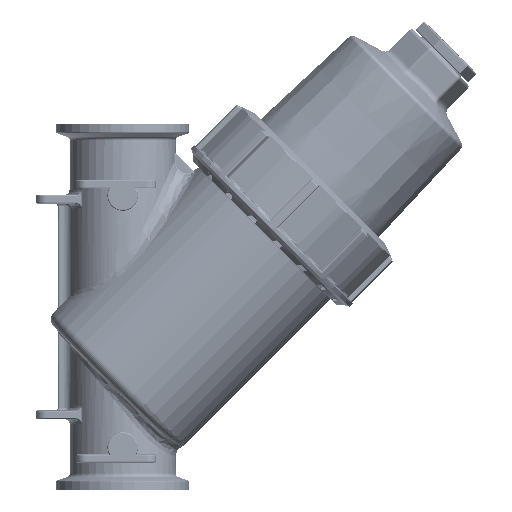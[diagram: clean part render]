
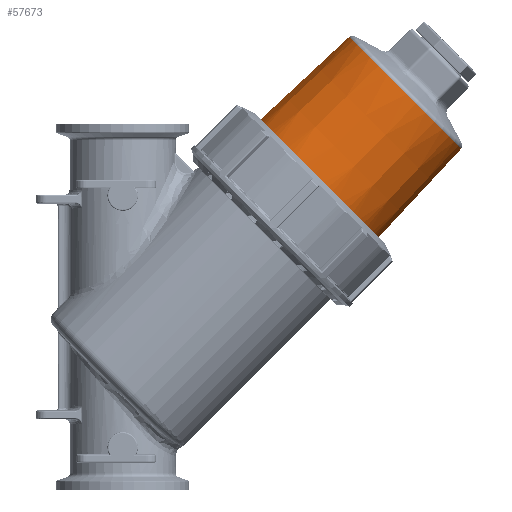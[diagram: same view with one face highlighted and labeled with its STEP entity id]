
A CAD part, left-side view. The second image highlights one B-rep face of the part: STEP entity #57673.
In plain terms, the highlighted conical face has half-angle 2 degrees and reference radius 50.87 mm.
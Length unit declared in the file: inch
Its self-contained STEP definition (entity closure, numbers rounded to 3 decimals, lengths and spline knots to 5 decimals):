
#5423=FACE_OUTER_BOUND('',#8123,.T.);
#8123=EDGE_LOOP('',(#42434,#42435,#42436,#42437,#42438,#42439));
#11952=CIRCLE('',#61121,1.94638);
#11954=CIRCLE('',#61123,1.94638);
#11955=CIRCLE('',#61124,1.94638);
#12920=B_SPLINE_CURVE_WITH_KNOTS('',3,(#90604,#90605,#90606,#90607,#90608,
#90609,#90610,#90611,#90612,#90613,#90614,#90615,#90616,#90617,#90618,#90619,
#90620,#90621,#90622,#90623,#90624,#90625,#90626,#90627,#90628,#90629,#90630,
#90631,#90632,#90633,#90634,#90635,#90636,#90637,#90638,#90639,#90640,#90641,
#90642,#90643,#90644,#90645),.UNSPECIFIED.,.T.,.F.,(4,1,1,1,1,1,1,1,1,1,
1,1,1,1,1,1,1,1,1,1,1,1,1,1,1,1,1,1,1,1,1,1,1,1,1,1,1,1,1,4),(-68.17886,
-67.26575,-66.96138,-65.7439,-64.52642,-64.37424,
-63.91768,-63.30894,-62.09146,-61.78709,
-61.68564,-60.06233,-59.25068,-58.43903,
-58.23611,-57.62737,-56.81572,-56.00407,
-55.80115,-55.19241,-53.56911,-52.75745,
-51.13415,-50.32249,-49.51084,-48.69919,
-47.07588,-46.26423,-45.45258,-43.82927,
-43.01762,-42.20596,-40.58266,-39.771,
-38.95935,-37.74187,-36.52439,-35.91565,
-35.30691,-34.08943),.UNSPECIFIED.);
#17911=LINE('',#90646,#20917);
#20917=VECTOR('',#66613,2.00276);
#24398=VERTEX_POINT('',#90595);
#24399=VERTEX_POINT('',#90596);
#24400=VERTEX_POINT('',#90599);
#24401=VERTEX_POINT('',#90603);
#31525=EDGE_CURVE('',#24398,#24399,#11952,.T.);
#31527=EDGE_CURVE('',#24399,#24400,#11954,.T.);
#31528=EDGE_CURVE('',#24400,#24398,#11955,.T.);
#31529=EDGE_CURVE('',#24401,#24401,#12920,.T.);
#31530=EDGE_CURVE('',#24401,#24400,#17911,.T.);
#42434=ORIENTED_EDGE('',*,*,#31529,.F.);
#42435=ORIENTED_EDGE('',*,*,#31530,.T.);
#42436=ORIENTED_EDGE('',*,*,#31527,.F.);
#42437=ORIENTED_EDGE('',*,*,#31525,.F.);
#42438=ORIENTED_EDGE('',*,*,#31528,.F.);
#42439=ORIENTED_EDGE('',*,*,#31530,.F.);
#56954=CONICAL_SURFACE('',#61125,2.00276,0.035);
#57673=ADVANCED_FACE('',(#5423),#56954,.T.);
#61121=AXIS2_PLACEMENT_3D('',#90597,#66603,#66604);
#61123=AXIS2_PLACEMENT_3D('',#90600,#66607,#66608);
#61124=AXIS2_PLACEMENT_3D('',#90601,#66609,#66610);
#61125=AXIS2_PLACEMENT_3D('',#90602,#66611,#66612);
#66603=DIRECTION('center_axis',(0.,-1.,0.));
#66604=DIRECTION('ref_axis',(1.,0.,0.));
#66607=DIRECTION('center_axis',(0.,-1.,0.));
#66608=DIRECTION('ref_axis',(1.,0.,0.));
#66609=DIRECTION('center_axis',(0.,-1.,0.));
#66610=DIRECTION('ref_axis',(1.,0.,0.));
#66611=DIRECTION('center_axis',(0.,1.,0.));
#66612=DIRECTION('ref_axis',(-1.,0.,0.));
#66613=DIRECTION('',(-0.035,-0.999,0.));
#90595=CARTESIAN_POINT('',(-1.94638,-4.06081,0.));
#90596=CARTESIAN_POINT('',(0.,-4.06081,-1.94638));
#90597=CARTESIAN_POINT('Origin',(0.,-4.06081,0.));
#90599=CARTESIAN_POINT('',(1.94638,-4.06081,0.));
#90600=CARTESIAN_POINT('Origin',(0.,-4.06081,0.));
#90601=CARTESIAN_POINT('Origin',(0.,-4.06081,0.));
#90602=CARTESIAN_POINT('Origin',(0.,-2.4465,0.));
#90603=CARTESIAN_POINT('',(2.05899,-0.83632,0.));
#90604=CARTESIAN_POINT('Ctrl Pts',(2.05899,-0.83632,0.));
#90605=CARTESIAN_POINT('Ctrl Pts',(2.05899,-0.83632,-0.11482));
#90606=CARTESIAN_POINT('Ctrl Pts',(2.04611,-0.83632,-0.26858));
#90607=CARTESIAN_POINT('Ctrl Pts',(1.98639,-0.83632,
-0.56954));
#90608=CARTESIAN_POINT('Ctrl Pts',(1.87249,-0.83632,-0.8971));
#90609=CARTESIAN_POINT('Ctrl Pts',(1.6978,-0.83632,-1.17648));
#90610=CARTESIAN_POINT('Ctrl Pts',(1.55084,-0.83632,-1.35618));
#90611=CARTESIAN_POINT('Ctrl Pts',(1.44665,-0.83632,
-1.46974));
#90612=CARTESIAN_POINT('Ctrl Pts',(1.23262,-0.83632,
-1.6618));
#90613=CARTESIAN_POINT('Ctrl Pts',(1.00177,-0.83632,-1.80767));
#90614=CARTESIAN_POINT('Ctrl Pts',(0.81417,-0.83632,
-1.89169));
#90615=CARTESIAN_POINT('Ctrl Pts',(0.57796,-0.83632,
-1.98769));
#90616=CARTESIAN_POINT('Ctrl Pts',(0.25933,-0.83632,
-2.06072));
#90617=CARTESIAN_POINT('Ctrl Pts',(-0.15124,-0.83632,
-2.06105));
#90618=CARTESIAN_POINT('Ctrl Pts',(-0.38019,-0.83632,
-2.02703));
#90619=CARTESIAN_POINT('Ctrl Pts',(-0.58068,-0.83632,
-1.9776));
#90620=CARTESIAN_POINT('Ctrl Pts',(-0.77628,-0.83632,
-1.91341));
#90621=CARTESIAN_POINT('Ctrl Pts',(-1.03013,-0.83632,
-1.79156));
#90622=CARTESIAN_POINT('Ctrl Pts',(-1.22285,-0.83632,
-1.66085));
#90623=CARTESIAN_POINT('Ctrl Pts',(-1.38158,-0.83632,
-1.52928));
#90624=CARTESIAN_POINT('Ctrl Pts',(-1.60291,-0.83632,
-1.31741));
#90625=CARTESIAN_POINT('Ctrl Pts',(-1.82377,-0.83632,
-0.99338));
#90626=CARTESIAN_POINT('Ctrl Pts',(-2.01176,-0.83632,
-0.51658));
#90627=CARTESIAN_POINT('Ctrl Pts',(-2.07445,-0.83632,
-0.10327));
#90628=CARTESIAN_POINT('Ctrl Pts',(-2.04401,-0.83632,
0.30488));
#90629=CARTESIAN_POINT('Ctrl Pts',(-1.97497,-0.83632,
0.60872));
#90630=CARTESIAN_POINT('Ctrl Pts',(-1.82595,-0.83632,
0.98984));
#90631=CARTESIAN_POINT('Ctrl Pts',(-1.59055,-0.83632,
1.33564));
#90632=CARTESIAN_POINT('Ctrl Pts',(-1.29053,-0.83632,
1.61419));
#90633=CARTESIAN_POINT('Ctrl Pts',(-0.94816,-0.83632,
1.84797));
#90634=CARTESIAN_POINT('Ctrl Pts',(-0.56417,-0.83632,
1.99893));
#90635=CARTESIAN_POINT('Ctrl Pts',(-0.15437,-0.83632,
2.06088));
#90636=CARTESIAN_POINT('Ctrl Pts',(0.25512,-0.83632,
2.06125));
#90637=CARTESIAN_POINT('Ctrl Pts',(0.66285,-0.83632,
1.96845));
#90638=CARTESIAN_POINT('Ctrl Pts',(1.03167,-0.83632,1.79066));
#90639=CARTESIAN_POINT('Ctrl Pts',(1.3319,-0.83632,1.58628));
#90640=CARTESIAN_POINT('Ctrl Pts',(1.62194,-0.83632,
1.29617));
#90641=CARTESIAN_POINT('Ctrl Pts',(1.83014,-0.83632,
0.96558));
#90642=CARTESIAN_POINT('Ctrl Pts',(1.94704,-0.83632,
0.68237));
#90643=CARTESIAN_POINT('Ctrl Pts',(2.03314,-0.83632,0.38525));
#90644=CARTESIAN_POINT('Ctrl Pts',(2.05899,-0.83632,0.15309));
#90645=CARTESIAN_POINT('Ctrl Pts',(2.05899,-0.83632,0.));
#90646=CARTESIAN_POINT('',(2.00276,-2.4465,0.));
